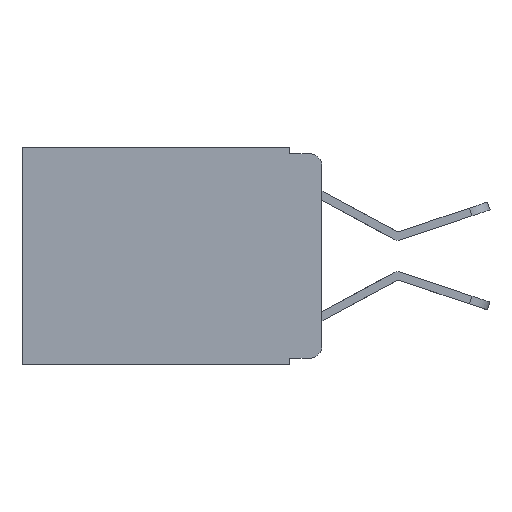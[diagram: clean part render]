
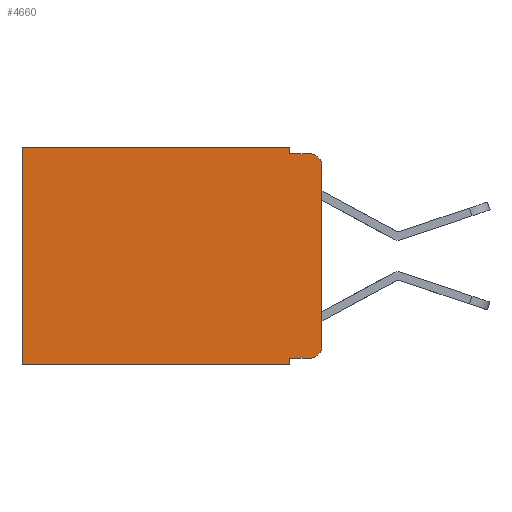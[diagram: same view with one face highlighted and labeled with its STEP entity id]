
A CAD part, left-side view. The second image highlights one B-rep face of the part: STEP entity #4660.
In plain terms, the highlighted planar face has unit normal (-1, 0, 0).
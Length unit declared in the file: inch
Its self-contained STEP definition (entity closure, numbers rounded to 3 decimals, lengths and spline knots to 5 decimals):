
#59 = CARTESIAN_POINT ( 'NONE',  ( 0.298, 0., -0.03 ) ) ;
#1336 = LINE ( 'NONE', #1577, #19199 ) ;
#1463 = VECTOR ( 'NONE', #11082, 39.37008 ) ;
#1577 = CARTESIAN_POINT ( 'NONE',  ( 0.298, 0.051, 0. ) ) ;
#1708 = LINE ( 'NONE', #16139, #16769 ) ;
#1771 = CARTESIAN_POINT ( 'NONE',  ( 0.298, 0.051, -0.333 ) ) ;
#1838 = LINE ( 'NONE', #1771, #16362 ) ;
#2216 = ORIENTED_EDGE ( 'NONE', *, *, #2924, .F. ) ;
#2421 = VECTOR ( 'NONE', #21852, 39.37008 ) ;
#2731 = PLANE ( 'NONE',  #5023 ) ;
#2921 = CARTESIAN_POINT ( 'NONE',  ( 0.298, 0.051, -0.01 ) ) ;
#2924 = EDGE_CURVE ( 'NONE', #17953, #7972, #16418, .T. ) ;
#3077 = VERTEX_POINT ( 'NONE', #10613 ) ;
#3202 = DIRECTION ( 'NONE',  ( 0., 0., -1. ) ) ;
#3592 = CARTESIAN_POINT ( 'NONE',  ( 0.298, 0.051, -0.01 ) ) ;
#3703 = ORIENTED_EDGE ( 'NONE', *, *, #7510, .T. ) ;
#4416 = VERTEX_POINT ( 'NONE', #7130 ) ;
#4433 = EDGE_CURVE ( 'NONE', #9550, #19817, #5476, .T. ) ;
#4660 = ADVANCED_FACE ( 'NONE', ( #13605 ), #2731, .F. ) ;
#4735 = DIRECTION ( 'NONE',  ( -1., 0., 0. ) ) ;
#5023 = AXIS2_PLACEMENT_3D ( 'NONE', #16872, #6163, #18735 ) ;
#5350 = CARTESIAN_POINT ( 'NONE',  ( 0.298, 0.02, -0.01 ) ) ;
#5476 = LINE ( 'NONE', #3592, #20257 ) ;
#5560 = ORIENTED_EDGE ( 'NONE', *, *, #11317, .T. ) ;
#6163 = DIRECTION ( 'NONE',  ( 1., 0., 0. ) ) ;
#6196 = ORIENTED_EDGE ( 'NONE', *, *, #16432, .F. ) ;
#6220 = VERTEX_POINT ( 'NONE', #59 ) ;
#6607 = CARTESIAN_POINT ( 'NONE',  ( 0.298, 0.051, -0.343 ) ) ;
#7130 = CARTESIAN_POINT ( 'NONE',  ( 0.298, 0., -0.313 ) ) ;
#7197 = CARTESIAN_POINT ( 'NONE',  ( 0.298, 0.473, -0.343 ) ) ;
#7510 = EDGE_CURVE ( 'NONE', #9668, #7972, #12922, .T. ) ;
#7590 = ORIENTED_EDGE ( 'NONE', *, *, #10124, .F. ) ;
#7972 = VERTEX_POINT ( 'NONE', #7197 ) ;
#8302 = LINE ( 'NONE', #12941, #2421 ) ;
#8560 = ORIENTED_EDGE ( 'NONE', *, *, #13465, .T. ) ;
#8752 = CARTESIAN_POINT ( 'NONE',  ( 0.298, 0.473, 0. ) ) ;
#8931 = EDGE_LOOP ( 'NONE', ( #7590, #5560, #22640, #14000, #17104, #3703, #2216, #6196, #8560, #16549 ) ) ;
#9550 = VERTEX_POINT ( 'NONE', #2921 ) ;
#9582 = EDGE_CURVE ( 'NONE', #11116, #4416, #17838, .T. ) ;
#9668 = VERTEX_POINT ( 'NONE', #8752 ) ;
#10124 = EDGE_CURVE ( 'NONE', #6220, #4416, #18198, .T. ) ;
#10492 = CARTESIAN_POINT ( 'NONE',  ( 0.298, 0.051, 0. ) ) ;
#10613 = CARTESIAN_POINT ( 'NONE',  ( 0.298, 0.051, -0.333 ) ) ;
#11082 = DIRECTION ( 'NONE',  ( 0., 0., -1. ) ) ;
#11116 = VERTEX_POINT ( 'NONE', #16511 ) ;
#11317 = EDGE_CURVE ( 'NONE', #6220, #19817, #21418, .T. ) ;
#11431 = VERTEX_POINT ( 'NONE', #10492 ) ;
#11655 = VECTOR ( 'NONE', #15651, 39.37008 ) ;
#12050 = CARTESIAN_POINT ( 'NONE',  ( 0.298, 0., -0.343 ) ) ;
#12560 = EDGE_CURVE ( 'NONE', #11431, #9550, #1336, .T. ) ;
#12674 = CARTESIAN_POINT ( 'NONE',  ( 0.298, 0.473, 0. ) ) ;
#12922 = LINE ( 'NONE', #12674, #1463 ) ;
#12941 = CARTESIAN_POINT ( 'NONE',  ( 0.298, 0.051, 0. ) ) ;
#13465 = EDGE_CURVE ( 'NONE', #3077, #11116, #1838, .T. ) ;
#13605 = FACE_OUTER_BOUND ( 'NONE', #8931, .T. ) ;
#14000 = ORIENTED_EDGE ( 'NONE', *, *, #12560, .F. ) ;
#14018 = DIRECTION ( 'NONE',  ( 0., 0., -1. ) ) ;
#14715 = AXIS2_PLACEMENT_3D ( 'NONE', #19254, #4735, #17236 ) ;
#15388 = VECTOR ( 'NONE', #14018, 39.37008 ) ;
#15651 = DIRECTION ( 'NONE',  ( 0., 1., 0. ) ) ;
#15724 = CARTESIAN_POINT ( 'NONE',  ( 0.298, 0., 0. ) ) ;
#16100 = DIRECTION ( 'NONE',  ( 0., -1., 0. ) ) ;
#16139 = CARTESIAN_POINT ( 'NONE',  ( 0.298, 0., 0. ) ) ;
#16362 = VECTOR ( 'NONE', #19854, 39.37008 ) ;
#16394 = EDGE_CURVE ( 'NONE', #11431, #9668, #1708, .T. ) ;
#16418 = LINE ( 'NONE', #12050, #11655 ) ;
#16432 = EDGE_CURVE ( 'NONE', #3077, #17953, #8302, .T. ) ;
#16511 = CARTESIAN_POINT ( 'NONE',  ( 0.298, 0.02, -0.333 ) ) ;
#16549 = ORIENTED_EDGE ( 'NONE', *, *, #9582, .T. ) ;
#16769 = VECTOR ( 'NONE', #19620, 39.37008 ) ;
#16872 = CARTESIAN_POINT ( 'NONE',  ( 0.298, 0., 0. ) ) ;
#17104 = ORIENTED_EDGE ( 'NONE', *, *, #16394, .T. ) ;
#17236 = DIRECTION ( 'NONE',  ( 0., 0., -1. ) ) ;
#17838 = CIRCLE ( 'NONE', #19754, 0.02 ) ;
#17953 = VERTEX_POINT ( 'NONE', #6607 ) ;
#18198 = LINE ( 'NONE', #15724, #15388 ) ;
#18735 = DIRECTION ( 'NONE',  ( 0., 0., -1. ) ) ;
#19199 = VECTOR ( 'NONE', #3202, 39.37008 ) ;
#19254 = CARTESIAN_POINT ( 'NONE',  ( 0.298, 0.02, -0.03 ) ) ;
#19620 = DIRECTION ( 'NONE',  ( 0., 1., 0. ) ) ;
#19754 = AXIS2_PLACEMENT_3D ( 'NONE', #19892, #21600, #21104 ) ;
#19817 = VERTEX_POINT ( 'NONE', #5350 ) ;
#19854 = DIRECTION ( 'NONE',  ( 0., -1., 0. ) ) ;
#19892 = CARTESIAN_POINT ( 'NONE',  ( 0.298, 0.02, -0.313 ) ) ;
#20257 = VECTOR ( 'NONE', #16100, 39.37008 ) ;
#21104 = DIRECTION ( 'NONE',  ( 0., 0., -1. ) ) ;
#21418 = CIRCLE ( 'NONE', #14715, 0.02 ) ;
#21600 = DIRECTION ( 'NONE',  ( -1., 0., 0. ) ) ;
#21852 = DIRECTION ( 'NONE',  ( 0., 0., -1. ) ) ;
#22640 = ORIENTED_EDGE ( 'NONE', *, *, #4433, .F. ) ;
